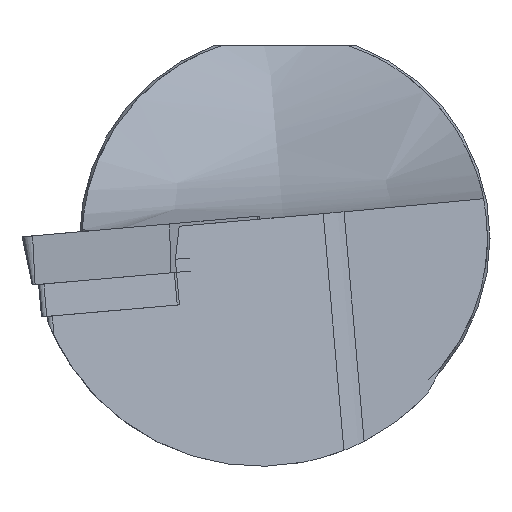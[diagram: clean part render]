
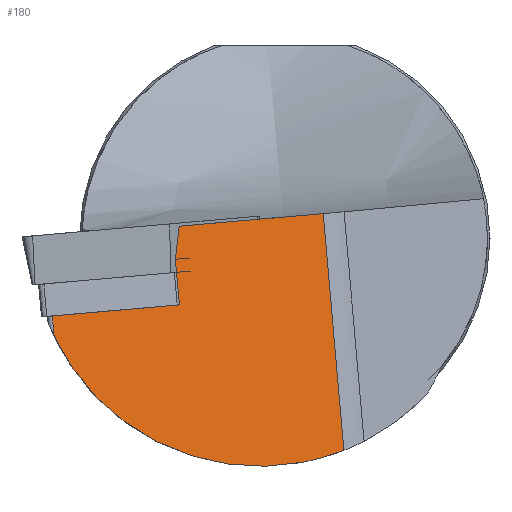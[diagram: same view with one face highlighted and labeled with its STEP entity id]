
A CAD part, left-side view. The second image highlights one B-rep face of the part: STEP entity #180.
In plain terms, the highlighted planar face has unit normal (-0.954, -0.298, 0.026).
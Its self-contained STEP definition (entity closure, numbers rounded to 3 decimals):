
#130=ELLIPSE('',#903,23.322,22.25);
#135=B_SPLINE_CURVE_WITH_KNOTS('',3,(#1158,#1159,#1160,#1161),
 .UNSPECIFIED.,.F.,.F.,(4,4),(0.,1.),.UNSPECIFIED.);
#153=B_SPLINE_CURVE_WITH_KNOTS('',3,(#1595,#1596,#1597,#1598),
 .UNSPECIFIED.,.F.,.F.,(4,4),(0.,1.),.UNSPECIFIED.);
#180=ADVANCED_FACE('',(#249),#215,.F.);
#215=PLANE('',#904);
#249=FACE_OUTER_BOUND('',#294,.T.);
#294=EDGE_LOOP('',(#422,#423,#424,#425,#426,#427,#428,#429,#430));
#422=ORIENTED_EDGE('',*,*,#698,.T.);
#423=ORIENTED_EDGE('',*,*,#699,.F.);
#424=ORIENTED_EDGE('',*,*,#700,.T.);
#425=ORIENTED_EDGE('',*,*,#701,.T.);
#426=ORIENTED_EDGE('',*,*,#689,.T.);
#427=ORIENTED_EDGE('',*,*,#653,.T.);
#428=ORIENTED_EDGE('',*,*,#702,.T.);
#429=ORIENTED_EDGE('',*,*,#649,.T.);
#430=ORIENTED_EDGE('',*,*,#703,.T.);
#573=VERTEX_POINT('',#1149);
#575=VERTEX_POINT('',#1152);
#577=VERTEX_POINT('',#1162);
#578=VERTEX_POINT('',#1163);
#604=VERTEX_POINT('',#1599);
#611=VERTEX_POINT('',#1916);
#612=VERTEX_POINT('',#1917);
#613=VERTEX_POINT('',#1919);
#614=VERTEX_POINT('',#1921);
#649=EDGE_CURVE('',#575,#573,#762,.T.);
#653=EDGE_CURVE('',#577,#578,#135,.T.);
#689=EDGE_CURVE('',#604,#577,#153,.T.);
#698=EDGE_CURVE('',#611,#612,#773,.T.);
#699=EDGE_CURVE('',#613,#612,#774,.T.);
#700=EDGE_CURVE('',#613,#614,#130,.T.);
#701=EDGE_CURVE('',#614,#604,#775,.T.);
#702=EDGE_CURVE('',#578,#575,#776,.T.);
#703=EDGE_CURVE('',#573,#611,#777,.T.);
#762=LINE('',#1151,#821);
#773=LINE('',#1915,#832);
#774=LINE('',#1918,#833);
#775=LINE('',#1922,#834);
#776=LINE('',#1923,#835);
#777=LINE('',#1924,#836);
#821=VECTOR('',#954,1.);
#832=VECTOR('',#1011,1.);
#833=VECTOR('',#1012,1.);
#834=VECTOR('',#1015,1.);
#835=VECTOR('',#1016,1.);
#836=VECTOR('',#1017,1.);
#903=AXIS2_PLACEMENT_3D('',#1920,#1013,#1014);
#904=AXIS2_PLACEMENT_3D('',#1925,#1018,#1019);
#954=DIRECTION('',(0.,-0.087,-0.996));
#1011=DIRECTION('',(-0.3,0.95,-0.083));
#1012=DIRECTION('',(0.,0.087,0.996));
#1013=DIRECTION('',(-0.954,-0.299,0.026));
#1014=DIRECTION('',(-0.3,0.95,-0.083));
#1015=DIRECTION('',(0.,0.087,0.996));
#1016=DIRECTION('',(-0.063,0.114,-0.992));
#1017=DIRECTION('',(0.,-0.087,-0.996));
#1018=DIRECTION('',(0.954,0.299,-0.026));
#1019=DIRECTION('',(0.299,-0.954,0.));
#1149=CARTESIAN_POINT('',(5.994,10.559,-3.34));
#1151=CARTESIAN_POINT('',(5.994,13.366,28.737));
#1152=CARTESIAN_POINT('',(5.994,10.671,-2.064));
#1158=CARTESIAN_POINT('',(6.336,9.862,1.194));
#1159=CARTESIAN_POINT('',(6.29,10.008,1.182));
#1160=CARTESIAN_POINT('',(6.244,10.155,1.169));
#1161=CARTESIAN_POINT('',(6.198,10.302,1.156));
#1162=CARTESIAN_POINT('',(6.336,9.862,1.194));
#1163=CARTESIAN_POINT('',(6.198,10.302,1.156));
#1595=CARTESIAN_POINT('',(10.625,-3.739,2.384));
#1596=CARTESIAN_POINT('',(9.195,0.794,1.987));
#1597=CARTESIAN_POINT('',(7.766,5.328,1.591));
#1598=CARTESIAN_POINT('',(6.336,9.862,1.194));
#1599=CARTESIAN_POINT('',(10.625,-3.739,2.384));
#1915=CARTESIAN_POINT('',(10.625,-4.405,-5.223));
#1916=CARTESIAN_POINT('',(5.994,10.282,-6.508));
#1917=CARTESIAN_POINT('',(2.09,22.664,-7.591));
#1918=CARTESIAN_POINT('',(2.09,65.954,487.22));
#1919=CARTESIAN_POINT('',(2.09,22.492,-9.56));
#1920=CARTESIAN_POINT('',(8.638,2.4,0.));
#1921=CARTESIAN_POINT('',(10.625,-5.759,-20.7));
#1922=CARTESIAN_POINT('',(10.625,38.886,489.588));
#1923=CARTESIAN_POINT('',(6.055,10.56,-1.095));
#1924=CARTESIAN_POINT('',(5.994,13.366,28.737));
#1925=CARTESIAN_POINT('',(10.625,38.886,489.588));
